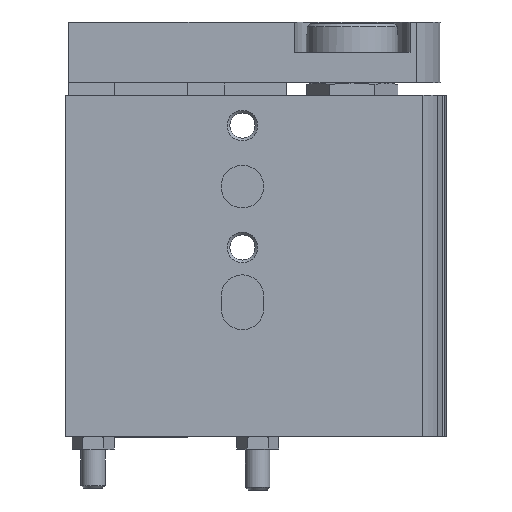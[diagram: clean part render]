
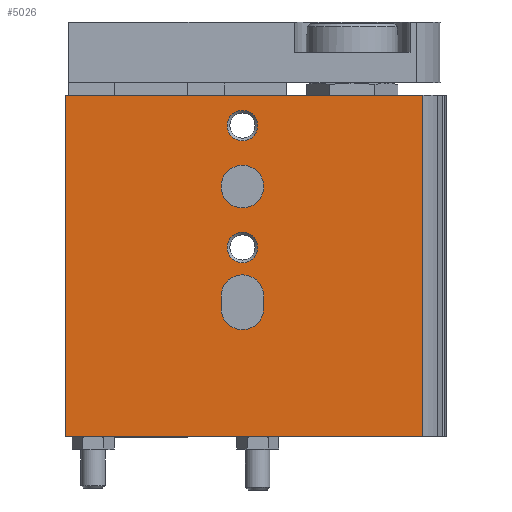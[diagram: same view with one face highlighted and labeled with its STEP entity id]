
A CAD part, front view. The second image highlights one B-rep face of the part: STEP entity #5026.
In plain terms, the highlighted planar face has unit normal (0, -1, 0).
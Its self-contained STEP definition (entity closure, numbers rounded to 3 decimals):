
#298=CIRCLE('',#5422,2.5);
#299=CIRCLE('',#5423,2.5);
#300=CIRCLE('',#5424,3.5);
#301=CIRCLE('',#5425,3.5);
#302=CIRCLE('',#5426,3.5);
#649=ORIENTED_EDGE('',*,*,#2053,.F.);
#650=ORIENTED_EDGE('',*,*,#2054,.F.);
#651=ORIENTED_EDGE('',*,*,#2055,.F.);
#652=ORIENTED_EDGE('',*,*,#2056,.F.);
#653=ORIENTED_EDGE('',*,*,#2057,.F.);
#654=ORIENTED_EDGE('',*,*,#2058,.F.);
#655=ORIENTED_EDGE('',*,*,#2059,.F.);
#656=ORIENTED_EDGE('',*,*,#1995,.T.);
#657=ORIENTED_EDGE('',*,*,#2060,.F.);
#658=ORIENTED_EDGE('',*,*,#2061,.F.);
#659=ORIENTED_EDGE('',*,*,#2051,.T.);
#1995=EDGE_CURVE('',#2703,#2702,#3174,.T.);
#2051=EDGE_CURVE('',#2745,#2703,#3204,.T.);
#2053=EDGE_CURVE('',#2746,#2746,#298,.T.);
#2054=EDGE_CURVE('',#2747,#2747,#299,.T.);
#2055=EDGE_CURVE('',#2748,#2749,#3205,.T.);
#2056=EDGE_CURVE('',#2750,#2748,#300,.F.);
#2057=EDGE_CURVE('',#2751,#2750,#3206,.T.);
#2058=EDGE_CURVE('',#2749,#2751,#301,.F.);
#2059=EDGE_CURVE('',#2752,#2752,#302,.F.);
#2060=EDGE_CURVE('',#2753,#2702,#3207,.T.);
#2061=EDGE_CURVE('',#2745,#2753,#3208,.T.);
#2702=VERTEX_POINT('',#7594);
#2703=VERTEX_POINT('',#7596);
#2745=VERTEX_POINT('',#7708);
#2746=VERTEX_POINT('',#7712);
#2747=VERTEX_POINT('',#7714);
#2748=VERTEX_POINT('',#7716);
#2749=VERTEX_POINT('',#7717);
#2750=VERTEX_POINT('',#7719);
#2751=VERTEX_POINT('',#7721);
#2752=VERTEX_POINT('',#7724);
#2753=VERTEX_POINT('',#7726);
#3174=LINE('',#7595,#3595);
#3204=LINE('',#7707,#3625);
#3205=LINE('',#7715,#3626);
#3206=LINE('',#7720,#3627);
#3207=LINE('',#7725,#3628);
#3208=LINE('',#7727,#3629);
#3595=VECTOR('',#6011,1000.);
#3625=VECTOR('',#6121,1000.);
#3626=VECTOR('',#6130,1000.);
#3627=VECTOR('',#6133,1000.);
#3628=VECTOR('',#6138,1000.);
#3629=VECTOR('',#6139,1000.);
#4002=EDGE_LOOP('',(#649));
#4003=EDGE_LOOP('',(#650));
#4004=EDGE_LOOP('',(#651,#652,#653,#654));
#4005=EDGE_LOOP('',(#655));
#4006=EDGE_LOOP('',(#656,#657,#658,#659));
#4424=FACE_BOUND('',#4002,.T.);
#4425=FACE_BOUND('',#4003,.T.);
#4426=FACE_BOUND('',#4004,.T.);
#4427=FACE_BOUND('',#4005,.T.);
#4428=FACE_BOUND('',#4006,.T.);
#4826=PLANE('',#5421);
#5026=ADVANCED_FACE('',(#4424,#4425,#4426,#4427,#4428),#4826,.F.);
#5421=AXIS2_PLACEMENT_3D('',#7710,#6124,#6125);
#5422=AXIS2_PLACEMENT_3D('',#7711,#6126,#6127);
#5423=AXIS2_PLACEMENT_3D('',#7713,#6128,#6129);
#5424=AXIS2_PLACEMENT_3D('',#7718,#6131,#6132);
#5425=AXIS2_PLACEMENT_3D('',#7722,#6134,#6135);
#5426=AXIS2_PLACEMENT_3D('',#7723,#6136,#6137);
#6011=DIRECTION('',(0.,0.,-1.));
#6121=DIRECTION('',(-1.,0.,0.));
#6124=DIRECTION('',(0.,1.,0.));
#6125=DIRECTION('',(0.,0.,1.));
#6126=DIRECTION('',(0.,-1.,0.));
#6127=DIRECTION('',(0.,0.,-1.));
#6128=DIRECTION('',(0.,-1.,0.));
#6129=DIRECTION('',(0.,0.,-1.));
#6130=DIRECTION('',(1.,0.,0.));
#6131=DIRECTION('',(0.,1.,0.));
#6132=DIRECTION('',(0.,0.,1.));
#6133=DIRECTION('',(-1.,0.,0.));
#6134=DIRECTION('',(0.,1.,0.));
#6135=DIRECTION('',(0.,0.,1.));
#6136=DIRECTION('',(0.,1.,0.));
#6137=DIRECTION('',(0.,0.,1.));
#6138=DIRECTION('',(-1.,0.,0.));
#6139=DIRECTION('',(0.,0.,-1.));
#7594=CARTESIAN_POINT('',(0.,0.,-31.25));
#7595=CARTESIAN_POINT('',(0.,0.,27.377));
#7596=CARTESIAN_POINT('',(0.,0.,27.377));
#7707=CARTESIAN_POINT('',(56.,0.,27.377));
#7708=CARTESIAN_POINT('',(56.,0.,27.377));
#7710=CARTESIAN_POINT('',(56.,0.,27.377));
#7711=CARTESIAN_POINT('',(25.,0.,-2.25));
#7712=CARTESIAN_POINT('',(25.,0.,-4.75));
#7713=CARTESIAN_POINT('',(5.,0.,-2.25));
#7714=CARTESIAN_POINT('',(5.,0.,-4.75));
#7715=CARTESIAN_POINT('',(56.,0.,-5.75));
#7716=CARTESIAN_POINT('',(33.,0.,-5.75));
#7717=CARTESIAN_POINT('',(35.,0.,-5.75));
#7718=CARTESIAN_POINT('',(33.,0.,-2.25));
#7719=CARTESIAN_POINT('',(33.,0.,1.25));
#7720=CARTESIAN_POINT('',(56.,0.,1.25));
#7721=CARTESIAN_POINT('',(35.,0.,1.25));
#7722=CARTESIAN_POINT('',(35.,0.,-2.25));
#7723=CARTESIAN_POINT('',(15.,0.,-2.25));
#7724=CARTESIAN_POINT('',(15.,0.,1.25));
#7725=CARTESIAN_POINT('',(56.,0.,-31.25));
#7726=CARTESIAN_POINT('',(56.,0.,-31.25));
#7727=CARTESIAN_POINT('',(56.,0.,27.377));
